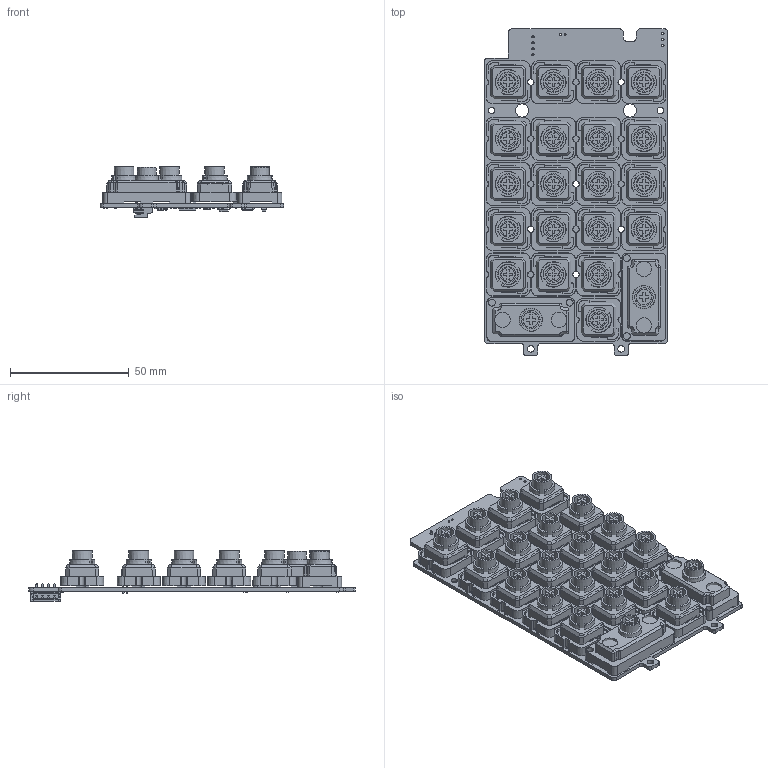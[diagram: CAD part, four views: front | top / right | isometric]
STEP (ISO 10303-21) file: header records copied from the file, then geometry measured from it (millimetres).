
FILE_DESCRIPTION(/* description */ (''),/* implementation_level */ '2;1');
FILE_NAME(/* name */ 'EC23U_Apple_Numpad.step',/* time_stamp */ '2023-01-09T01:37:07+01:00',/* author */ (''),/* organization */ (''),/* preprocessor_version */ 'ST-DEVELOPER v19.2',/* originating_system */ 'Autodesk Translation Framework v11.17.0.187',/* authorisation */ '');
FILE_SCHEMA (('AUTOMOTIVE_DESIGN { 1 0 10303 214 3 1 1 }'));
Length unit declared in the file: millimetre
Products named in the file (34): EC23U_Apple_Numpad; Topre_OEM_1U; Topre_OEM_1U_1; LED_D3.0mm; SOLID; Topre_OEM_1U_2; Topre_OEM_2U; COMPOUND; Topre_OEM_1U_3; Topre_OEM_1U_4; COMPOUND (1); SOT-23; SOLID (3); QFN-48-1EP_7x7mm_P0.5mm_EP5.6x5.6mm; SOLID (4); Fuse_0603_1608Metric; SOLID (5); SOIC-8_3.9x4.9mm_P1.27mm; SOLID (6); SSOP-16_4.4x5.2mm_P0.65mm; SOLID (7); SOT-143; SOLID (8); R_0402_1005Metric; SOLID (2); JST_EH_S4B-EH_1x04_P2.50mm_Horizontal; SOLID (9); SOT-23-5; SOLID (10); Resonator_SMD_Murata_CSTxExxV-3Pin_3.0x1.1mm; SOLID (11); C_0402_1005Metric; SOLID (1); EC23U PCB
Assembly tree (82 placements, depth 3):
  EC23U_Apple_Numpad
    Topre_OEM_2U  x2
      COMPOUND
    Topre_OEM_1U_3  x16
      COMPOUND (1)
    Topre_OEM_1U
      COMPOUND (1)
    Topre_OEM_1U_1
      COMPOUND (1)
    LED_D3.0mm
      SOLID
    Topre_OEM_1U_2
      COMPOUND (1)
    Topre_OEM_1U_4
      COMPOUND (1)
    C_0402_1005Metric  x14
      SOLID (1)
    R_0402_1005Metric  x17
      SOLID (2)
    SOT-23
      SOLID (3)
    QFN-48-1EP_7x7mm_P0.5mm_EP5.6x5.6mm
      SOLID (4)
    Fuse_0603_1608Metric
      SOLID (5)
    SOIC-8_3.9x4.9mm_P1.27mm
      SOLID (6)
    SSOP-16_4.4x5.2mm_P0.65mm
      SOLID (7)
    SOT-143
      SOLID (8)
    JST_EH_S4B-EH_1x04_P2.50mm_Horizontal
      SOLID (9)
    SOT-23-5
      SOLID (10)
    Resonator_SMD_Murata_CSTxExxV-3Pin_3.0x1.1mm
      SOLID (11)
    EC23U PCB
Bounding box: 77.15 x 137.6 x 21.45 mm (x, y, z)
Volume: 80636.6 mm3; surface area: 81884.2 mm2
Topology: 86 solids, 128 shells, 8292 faces, 21292 edges, 13395 vertices
Faces by surface type: plane 6005, cylinder 1494, cone 684, bspline 108, sphere 1
Full cylindrical faces by diameter (mm): 0.4 x1, 0.5 x1, 0.6 x1, 0.8 x2, 0.9 x2, 0.95 x4, 1 x3, 2.68 x1, 2.8 x10, 2.9 x4, 3 x1, 5.5 x2, 6.5 x4, 6.6 x20
Entity records: 60637 total; most frequent: CARTESIAN_POINT 10910, ORIENTED_EDGE 9990, DIRECTION 9664, EDGE_CURVE 4995, LINE 4238, VECTOR 4238, VERTEX_POINT 3179, AXIS2_PLACEMENT_3D 2713
